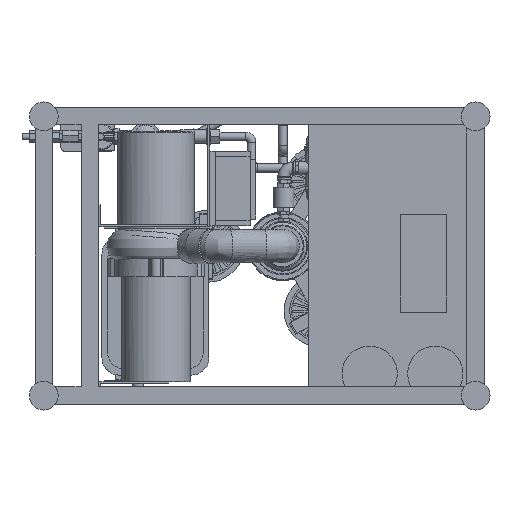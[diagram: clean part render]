
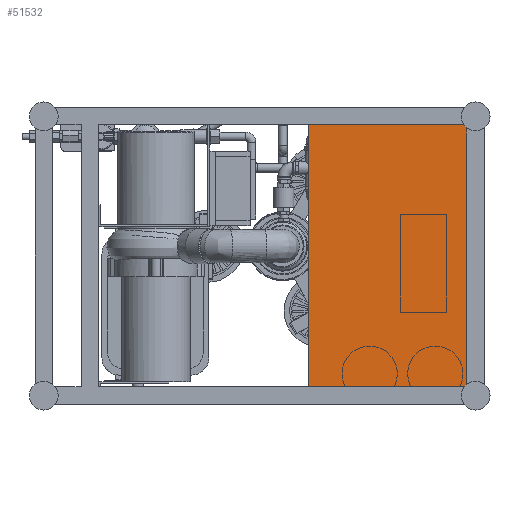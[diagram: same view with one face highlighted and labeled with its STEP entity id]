
A CAD part, left-side view. The second image highlights one B-rep face of the part: STEP entity #51532.
In plain terms, the highlighted planar face has unit normal (-1, 0, 0).
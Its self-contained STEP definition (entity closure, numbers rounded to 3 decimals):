
#5472=LINE('',#94256,#11102);
#5505=LINE('',#94877,#11135);
#5507=LINE('',#94881,#11137);
#5508=LINE('',#94882,#11138);
#11102=VECTOR('',#64930,275.568);
#11135=VECTOR('',#65283,455.);
#11137=VECTOR('',#65287,275.568);
#11138=VECTOR('',#65288,455.);
#14417=FACE_OUTER_BOUND('',#17493,.T.);
#17493=EDGE_LOOP('',(#40730,#40731,#40732,#40733));
#22800=VERTEX_POINT('',#94253);
#22801=VERTEX_POINT('',#94255);
#22904=VERTEX_POINT('',#94876);
#22905=VERTEX_POINT('',#94880);
#28920=EDGE_CURVE('',#22800,#22801,#5472,.T.);
#29039=EDGE_CURVE('',#22904,#22801,#5505,.T.);
#29041=EDGE_CURVE('',#22904,#22905,#5507,.T.);
#29042=EDGE_CURVE('',#22905,#22800,#5508,.T.);
#40730=ORIENTED_EDGE('',*,*,#29041,.F.);
#40731=ORIENTED_EDGE('',*,*,#29039,.T.);
#40732=ORIENTED_EDGE('',*,*,#28920,.F.);
#40733=ORIENTED_EDGE('',*,*,#29042,.F.);
#46285=PLANE('',#54852);
#51532=ADVANCED_FACE('',(#14417),#46285,.T.);
#54852=AXIS2_PLACEMENT_3D('',#94879,#65285,#65286);
#64930=DIRECTION('',(0.,1.,0.));
#65283=DIRECTION('',(0.,0.,-1.));
#65285=DIRECTION('center_axis',(-1.,0.,0.));
#65286=DIRECTION('ref_axis',(0.,0.,1.));
#65287=DIRECTION('',(0.,-1.,0.));
#65288=DIRECTION('',(0.,0.,-1.));
#94253=CARTESIAN_POINT('',(-227.,-735.75,-434.952));
#94255=CARTESIAN_POINT('',(-227.,-460.182,-434.952));
#94256=CARTESIAN_POINT('',(-227.,-672.795,-434.952));
#94876=CARTESIAN_POINT('',(-227.,-460.182,20.048));
#94877=CARTESIAN_POINT('',(-227.,-460.182,28.872));
#94879=CARTESIAN_POINT('Origin',(-227.,-609.839,-207.804));
#94880=CARTESIAN_POINT('',(-227.,-735.75,20.048));
#94881=CARTESIAN_POINT('',(-227.,-672.795,20.048));
#94882=CARTESIAN_POINT('',(-227.,-735.75,-321.402));
